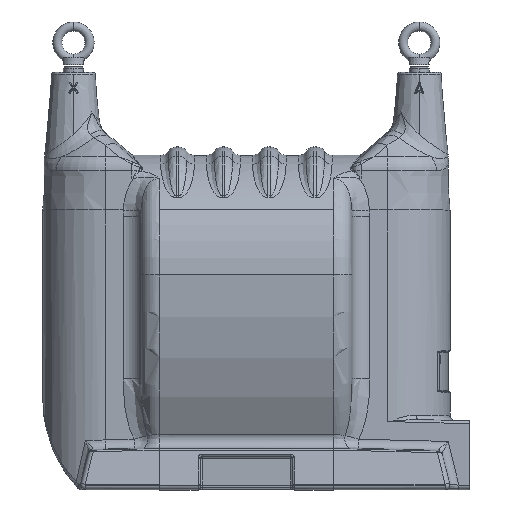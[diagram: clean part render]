
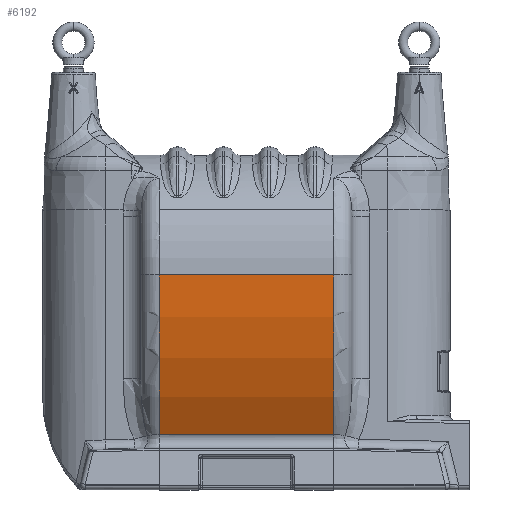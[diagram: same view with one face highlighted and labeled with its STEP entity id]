
A CAD part, top view. The second image highlights one B-rep face of the part: STEP entity #6192.
In plain terms, the highlighted cylindrical face has radius 343 mm (diameter 686 mm), a partial arc.
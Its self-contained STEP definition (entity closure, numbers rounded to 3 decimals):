
#4845 = EDGE_CURVE ( 'NONE', #18652, #18651, #27469, .T. ) ;
#4861 = EDGE_CURVE ( 'NONE', #18624, #18651, #25031, .T. ) ;
#4885 = EDGE_CURVE ( 'NONE', #18624, #18619, #25014, .T. ) ;
#4926 = EDGE_CURVE ( 'NONE', #18691, #18627, #25041, .T. ) ;
#4946 = EDGE_CURVE ( 'NONE', #18691, #18652, #25006, .T. ) ;
#5016 = EDGE_CURVE ( 'NONE', #18627, #18619, #25042, .T. ) ;
#6192 = ADVANCED_FACE ( 'NONE', ( #25536 ), #25533, .T. ) ;
#12280 = CARTESIAN_POINT ( 'NONE',  ( -95., -90.66, 83.73 ) ) ;
#13708 = CARTESIAN_POINT ( 'NONE',  ( 95., 83.1, 131. ) ) ;
#13740 = CARTESIAN_POINT ( 'NONE',  ( -95., -90.657, 83.732 ) ) ;
#13759 = CARTESIAN_POINT ( 'NONE',  ( 95., -90.657, 83.732 ) ) ;
#13763 = CARTESIAN_POINT ( 'NONE',  ( -95., 83.1, 131. ) ) ;
#13764 = CARTESIAN_POINT ( 'NONE',  ( 95., -90.66, 83.73 ) ) ;
#18619 = VERTEX_POINT ( 'NONE', #13763 ) ;
#18624 = VERTEX_POINT ( 'NONE', #13708 ) ;
#18627 = VERTEX_POINT ( 'NONE', #13740 ) ;
#18651 = VERTEX_POINT ( 'NONE', #13759 ) ;
#18652 = VERTEX_POINT ( 'NONE', #13764 ) ;
#18691 = VERTEX_POINT ( 'NONE', #12280 ) ;
#19891 = ORIENTED_EDGE ( 'NONE', *, *, #4885, .T. ) ;
#19945 = ORIENTED_EDGE ( 'NONE', *, *, #4845, .T. ) ;
#19952 = ORIENTED_EDGE ( 'NONE', *, *, #4926, .F. ) ;
#19955 = ORIENTED_EDGE ( 'NONE', *, *, #4861, .F. ) ;
#19956 = ORIENTED_EDGE ( 'NONE', *, *, #5016, .F. ) ;
#19972 = ORIENTED_EDGE ( 'NONE', *, *, #4946, .T. ) ;
#21380 = EDGE_LOOP ( 'NONE', ( #19952, #19972, #19945, #19955, #19891, #19956 ) ) ;
#22546 = AXIS2_PLACEMENT_3D ( 'NONE', #30190, #30219, #30209 ) ;
#22551 = AXIS2_PLACEMENT_3D ( 'NONE', #28850, #28855, #28854 ) ;
#22555 = AXIS2_PLACEMENT_3D ( 'NONE', #29995, #30075, #30064 ) ;
#22763 = AXIS2_PLACEMENT_3D ( 'NONE', #30909, #30925, #30878 ) ;
#25006 = LINE ( 'NONE', #30097, #25025 ) ;
#25014 = LINE ( 'NONE', #29859, #25032 ) ;
#25025 = VECTOR ( 'NONE', #30121, 1000. ) ;
#25031 = CIRCLE ( 'NONE', #22551, 343. ) ;
#25032 = VECTOR ( 'NONE', #29862, 1000. ) ;
#25041 = CIRCLE ( 'NONE', #22555, 343. ) ;
#25042 = CIRCLE ( 'NONE', #22546, 343. ) ;
#25533 = CYLINDRICAL_SURFACE ( 'NONE', #22763, 343. ) ;
#25536 = FACE_OUTER_BOUND ( 'NONE', #21380, .T. ) ;
#27469 = B_SPLINE_CURVE_WITH_KNOTS ( 'NONE', 3,
 ( #28769, #28779, #28761, #28768 ),
 .UNSPECIFIED., .F., .F.,
 ( 4, 4 ),
 ( 0.02, 0.02 ),
 .UNSPECIFIED. ) ;
#28761 = CARTESIAN_POINT ( 'NONE',  ( 95., -90.658, 83.731 ) ) ;
#28768 = CARTESIAN_POINT ( 'NONE',  ( 95., -90.657, 83.732 ) ) ;
#28769 = CARTESIAN_POINT ( 'NONE',  ( 95., -90.66, 83.73 ) ) ;
#28779 = CARTESIAN_POINT ( 'NONE',  ( 95., -90.659, 83.731 ) ) ;
#28850 = CARTESIAN_POINT ( 'NONE',  ( 95., 83.1, -212. ) ) ;
#28854 = DIRECTION ( 'NONE',  ( 0., 0., 1. ) ) ;
#28855 = DIRECTION ( 'NONE',  ( 1., 0., 0. ) ) ;
#29859 = CARTESIAN_POINT ( 'NONE',  ( 115., 83.1, 131. ) ) ;
#29862 = DIRECTION ( 'NONE',  ( -1., 0., 0. ) ) ;
#29995 = CARTESIAN_POINT ( 'NONE',  ( -95., 83.1, -212. ) ) ;
#30064 = DIRECTION ( 'NONE',  ( 0., 0., 1. ) ) ;
#30075 = DIRECTION ( 'NONE',  ( -1., 0., 0. ) ) ;
#30097 = CARTESIAN_POINT ( 'NONE',  ( 115., -90.66, 83.73 ) ) ;
#30121 = DIRECTION ( 'NONE',  ( 1., 0., 0. ) ) ;
#30190 = CARTESIAN_POINT ( 'NONE',  ( -95., 83.1, -212. ) ) ;
#30209 = DIRECTION ( 'NONE',  ( 0., 0., 1. ) ) ;
#30219 = DIRECTION ( 'NONE',  ( -1., 0., 0. ) ) ;
#30878 = DIRECTION ( 'NONE',  ( 0., 0., -1. ) ) ;
#30909 = CARTESIAN_POINT ( 'NONE',  ( 115., 83.1, -212. ) ) ;
#30925 = DIRECTION ( 'NONE',  ( -1., 0., 0. ) ) ;
